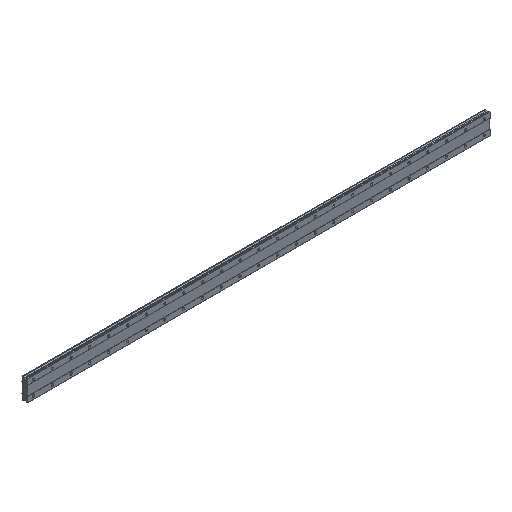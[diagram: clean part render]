
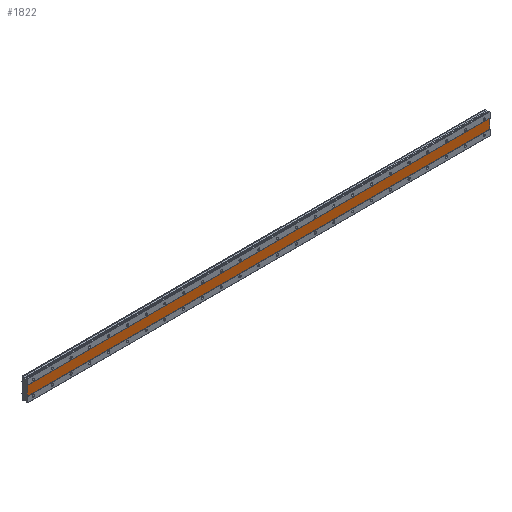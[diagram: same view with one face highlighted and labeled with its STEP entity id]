
A CAD part, isometric view. The second image highlights one B-rep face of the part: STEP entity #1822.
In plain terms, the highlighted planar face has unit normal (0, -1, 0).
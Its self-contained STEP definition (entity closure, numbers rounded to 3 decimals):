
#129 = VECTOR ( 'NONE', #8435, 1000. ) ;
#224 = EDGE_CURVE ( 'NONE', #7897, #4948, #3564, .T. ) ;
#937 = LINE ( 'NONE', #3683, #4774 ) ;
#1037 = ORIENTED_EDGE ( 'NONE', *, *, #5767, .F. ) ;
#1191 = DIRECTION ( 'NONE',  ( -1., 0., 0. ) ) ;
#1226 = FACE_OUTER_BOUND ( 'NONE', #2243, .T. ) ;
#1413 = CARTESIAN_POINT ( 'NONE',  ( 1945., 1., 20. ) ) ;
#1822 = ADVANCED_FACE ( 'NONE', ( #1226 ), #8717, .F. ) ;
#2240 = LINE ( 'NONE', #5599, #8790 ) ;
#2243 = EDGE_LOOP ( 'NONE', ( #1037, #8162, #6226, #4114 ) ) ;
#2939 = LINE ( 'NONE', #5184, #4165 ) ;
#3001 = CARTESIAN_POINT ( 'NONE',  ( -25., 1., -20. ) ) ;
#3002 = DIRECTION ( 'NONE',  ( 0., 0., -1. ) ) ;
#3564 = LINE ( 'NONE', #6946, #129 ) ;
#3683 = CARTESIAN_POINT ( 'NONE',  ( 1945., 1., 20. ) ) ;
#3961 = DIRECTION ( 'NONE',  ( 0., 0., 1. ) ) ;
#4114 = ORIENTED_EDGE ( 'NONE', *, *, #7700, .F. ) ;
#4165 = VECTOR ( 'NONE', #1191, 1000. ) ;
#4609 = VERTEX_POINT ( 'NONE', #3001 ) ;
#4774 = VECTOR ( 'NONE', #3002, 1000. ) ;
#4853 = VERTEX_POINT ( 'NONE', #6756 ) ;
#4948 = VERTEX_POINT ( 'NONE', #5577 ) ;
#5184 = CARTESIAN_POINT ( 'NONE',  ( 1945., 1., -20. ) ) ;
#5559 = DIRECTION ( 'NONE',  ( 0., 0., 1. ) ) ;
#5577 = CARTESIAN_POINT ( 'NONE',  ( 1945., 1., 20. ) ) ;
#5599 = CARTESIAN_POINT ( 'NONE',  ( -25., 1., 20. ) ) ;
#5767 = EDGE_CURVE ( 'NONE', #4853, #4609, #2939, .T. ) ;
#6226 = ORIENTED_EDGE ( 'NONE', *, *, #224, .F. ) ;
#6500 = CARTESIAN_POINT ( 'NONE',  ( -25., 1., 20. ) ) ;
#6756 = CARTESIAN_POINT ( 'NONE',  ( 1945., 1., -20. ) ) ;
#6759 = EDGE_CURVE ( 'NONE', #4948, #4853, #937, .T. ) ;
#6946 = CARTESIAN_POINT ( 'NONE',  ( 1945., 1., 20. ) ) ;
#7700 = EDGE_CURVE ( 'NONE', #4609, #7897, #2240, .T. ) ;
#7811 = AXIS2_PLACEMENT_3D ( 'NONE', #1413, #8755, #3961 ) ;
#7897 = VERTEX_POINT ( 'NONE', #6500 ) ;
#8162 = ORIENTED_EDGE ( 'NONE', *, *, #6759, .F. ) ;
#8435 = DIRECTION ( 'NONE',  ( 1., 0., 0. ) ) ;
#8717 = PLANE ( 'NONE',  #7811 ) ;
#8755 = DIRECTION ( 'NONE',  ( 0., 1., 0. ) ) ;
#8790 = VECTOR ( 'NONE', #5559, 1000. ) ;
